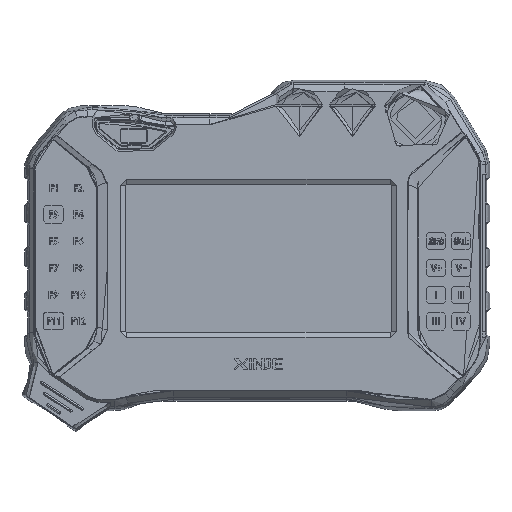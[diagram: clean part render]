
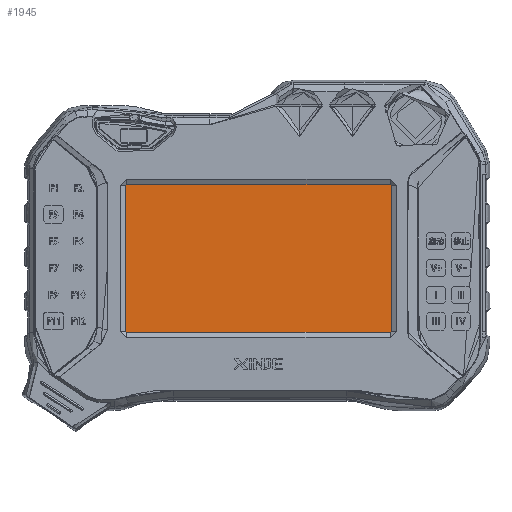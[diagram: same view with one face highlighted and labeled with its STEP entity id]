
A CAD part, front view. The second image highlights one B-rep face of the part: STEP entity #1945.
In plain terms, the highlighted planar face has unit normal (0, -1, 0).
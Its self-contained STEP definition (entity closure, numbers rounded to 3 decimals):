
#1945=ADVANCED_FACE('',(#4198),#35603,.T.);
#4198=FACE_OUTER_BOUND('',#6682,.T.);
#6682=EDGE_LOOP('',(#15004,#15005,#15006,#15007,#15008,#15009,#15010,#15011));
#15004=ORIENTED_EDGE('',*,*,#22803,.T.);
#15005=ORIENTED_EDGE('',*,*,#22810,.F.);
#15006=ORIENTED_EDGE('',*,*,#22809,.T.);
#15007=ORIENTED_EDGE('',*,*,#22808,.F.);
#15008=ORIENTED_EDGE('',*,*,#22807,.T.);
#15009=ORIENTED_EDGE('',*,*,#22806,.F.);
#15010=ORIENTED_EDGE('',*,*,#22805,.T.);
#15011=ORIENTED_EDGE('',*,*,#22804,.F.);
#22803=EDGE_CURVE('',#33704,#33703,#25535,.T.);
#22804=EDGE_CURVE('',#33704,#33705,#29126,.T.);
#22805=EDGE_CURVE('',#33706,#33705,#25536,.T.);
#22806=EDGE_CURVE('',#33706,#33707,#29127,.T.);
#22807=EDGE_CURVE('',#33708,#33707,#25537,.T.);
#22808=EDGE_CURVE('',#33708,#33709,#29128,.T.);
#22809=EDGE_CURVE('',#33710,#33709,#25538,.T.);
#22810=EDGE_CURVE('',#33710,#33703,#29129,.T.);
#25535=(
BOUNDED_CURVE()
B_SPLINE_CURVE(2,(#135116,#135117,#135118,#135119,#135120),
 .UNSPECIFIED.,.F.,.F.)
B_SPLINE_CURVE_WITH_KNOTS((3,2,3),(0.,0.393,0.785),
 .UNSPECIFIED.)
CURVE()
GEOMETRIC_REPRESENTATION_ITEM()
RATIONAL_B_SPLINE_CURVE((1.,0.924,1.,0.924,1.))
REPRESENTATION_ITEM('')
);
#25536=(
BOUNDED_CURVE()
B_SPLINE_CURVE(2,(#135123,#135124,#135125,#135126,#135127),
 .UNSPECIFIED.,.F.,.F.)
B_SPLINE_CURVE_WITH_KNOTS((3,2,3),(-0.785,-0.393,
0.),.UNSPECIFIED.)
CURVE()
GEOMETRIC_REPRESENTATION_ITEM()
RATIONAL_B_SPLINE_CURVE((1.,0.924,1.,0.924,1.))
REPRESENTATION_ITEM('')
);
#25537=(
BOUNDED_CURVE()
B_SPLINE_CURVE(2,(#135130,#135131,#135132,#135133,#135134),
 .UNSPECIFIED.,.F.,.F.)
B_SPLINE_CURVE_WITH_KNOTS((3,2,3),(0.,0.393,0.785),
 .UNSPECIFIED.)
CURVE()
GEOMETRIC_REPRESENTATION_ITEM()
RATIONAL_B_SPLINE_CURVE((1.,0.924,1.,0.924,1.))
REPRESENTATION_ITEM('')
);
#25538=(
BOUNDED_CURVE()
B_SPLINE_CURVE(4,(#135137,#135138,#135139,#135140,#135141),
 .UNSPECIFIED.,.F.,.F.)
B_SPLINE_CURVE_WITH_KNOTS((5,5),(238.785,239.628),
 .UNSPECIFIED.)
CURVE()
GEOMETRIC_REPRESENTATION_ITEM()
RATIONAL_B_SPLINE_CURVE((1.,1.,1.,1.,1.))
REPRESENTATION_ITEM('')
);
#29126=B_SPLINE_CURVE_WITH_KNOTS('',1,(#135121,#135122),.UNSPECIFIED.,.F.,
 .F.,(2,2),(-84.92,0.),.UNSPECIFIED.);
#29127=B_SPLINE_CURVE_WITH_KNOTS('',1,(#135128,#135129),.UNSPECIFIED.,.F.,
 .F.,(2,2),(-153.08,0.),.UNSPECIFIED.);
#29128=B_SPLINE_CURVE_WITH_KNOTS('',1,(#135135,#135136),.UNSPECIFIED.,.F.,
 .F.,(2,2),(-84.92,0.),.UNSPECIFIED.);
#29129=B_SPLINE_CURVE_WITH_KNOTS('',1,(#135142,#135143),.UNSPECIFIED.,.F.,
 .F.,(2,2),(0.,153.08),.UNSPECIFIED.);
#33703=VERTEX_POINT('',#101108);
#33704=VERTEX_POINT('',#101109);
#33705=VERTEX_POINT('',#101110);
#33706=VERTEX_POINT('',#101111);
#33707=VERTEX_POINT('',#101112);
#33708=VERTEX_POINT('',#101113);
#33709=VERTEX_POINT('',#101114);
#33710=VERTEX_POINT('',#101115);
#35603=PLANE('',#38183);
#38183=AXIS2_PLACEMENT_3D('',#76646,#39063,$);
#39063=DIRECTION('',(0.,-1.,0.));
#76646=CARTESIAN_POINT('',(-36.93,-24.084,-41.83));
#101108=CARTESIAN_POINT('',(118.191,-24.084,44.952));
#101109=CARTESIAN_POINT('',(118.691,-24.084,44.452));
#101110=CARTESIAN_POINT('',(118.693,-24.084,-40.468));
#101111=CARTESIAN_POINT('',(118.193,-24.084,-40.968));
#101112=CARTESIAN_POINT('',(-34.887,-24.084,-40.971));
#101113=CARTESIAN_POINT('',(-35.387,-24.084,-40.471));
#101114=CARTESIAN_POINT('',(-35.389,-24.084,44.449));
#101115=CARTESIAN_POINT('',(-34.889,-24.084,44.949));
#135116=CARTESIAN_POINT('',(118.691,-24.084,44.452));
#135117=CARTESIAN_POINT('',(118.691,-24.084,44.659));
#135118=CARTESIAN_POINT('',(118.545,-24.084,44.806));
#135119=CARTESIAN_POINT('',(118.398,-24.084,44.952));
#135120=CARTESIAN_POINT('',(118.191,-24.084,44.952));
#135121=CARTESIAN_POINT('',(118.691,-24.084,44.452));
#135122=CARTESIAN_POINT('',(118.693,-24.084,-40.468));
#135123=CARTESIAN_POINT('',(118.193,-24.084,-40.968));
#135124=CARTESIAN_POINT('',(118.4,-24.084,-40.968));
#135125=CARTESIAN_POINT('',(118.546,-24.084,-40.821));
#135126=CARTESIAN_POINT('',(118.693,-24.084,-40.675));
#135127=CARTESIAN_POINT('',(118.693,-24.084,-40.468));
#135128=CARTESIAN_POINT('',(118.193,-24.084,-40.968));
#135129=CARTESIAN_POINT('',(-34.887,-24.084,-40.971));
#135130=CARTESIAN_POINT('',(-35.387,-24.084,-40.471));
#135131=CARTESIAN_POINT('',(-35.387,-24.084,-40.678));
#135132=CARTESIAN_POINT('',(-35.241,-24.084,-40.824));
#135133=CARTESIAN_POINT('',(-35.094,-24.084,-40.971));
#135134=CARTESIAN_POINT('',(-34.887,-24.084,-40.971));
#135135=CARTESIAN_POINT('',(-35.387,-24.084,-40.471));
#135136=CARTESIAN_POINT('',(-35.389,-24.084,44.449));
#135137=CARTESIAN_POINT('',(-34.889,-24.084,44.949));
#135138=CARTESIAN_POINT('',(-35.085,-24.084,44.949));
#135139=CARTESIAN_POINT('',(-35.284,-24.084,44.844));
#135140=CARTESIAN_POINT('',(-35.389,-24.084,44.646));
#135141=CARTESIAN_POINT('',(-35.389,-24.084,44.449));
#135142=CARTESIAN_POINT('',(-34.889,-24.084,44.949));
#135143=CARTESIAN_POINT('',(118.191,-24.084,44.952));
